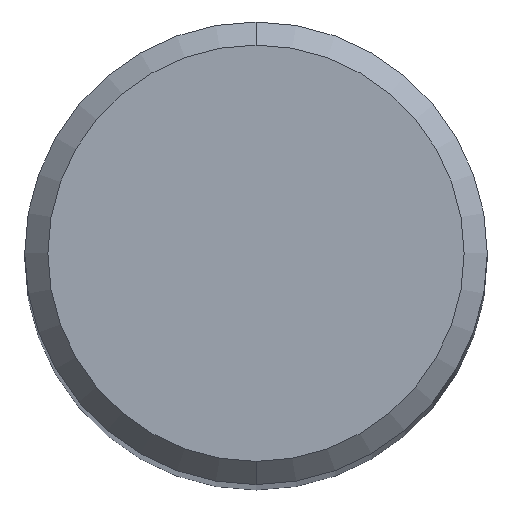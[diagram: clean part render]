
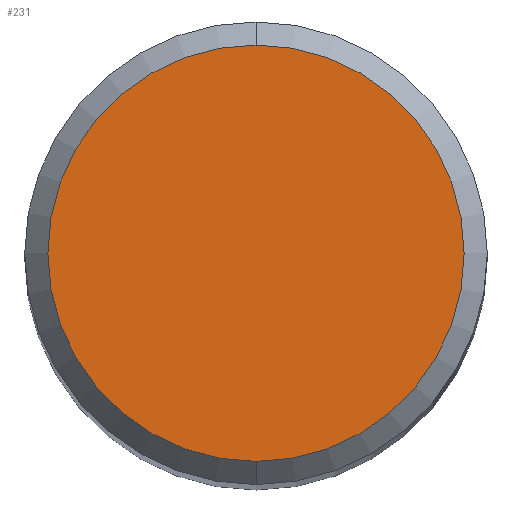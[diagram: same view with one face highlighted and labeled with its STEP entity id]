
A CAD part, top view. The second image highlights one B-rep face of the part: STEP entity #231.
In plain terms, the highlighted planar face has unit normal (0, 0, 1).
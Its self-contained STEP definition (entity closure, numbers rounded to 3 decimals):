
#195=VERTEX_POINT('',#387);
#205=EDGE_CURVE('',#195,#277,#399,.T.);
#231=ADVANCED_FACE('',(#428),#429,.T.);
#249=EDGE_CURVE('',#277,#195,#447,.T.);
#277=VERTEX_POINT('',#482);
#387=CARTESIAN_POINT('',(0.,-4.5,0.0));
#399=CIRCLE('',#623,4.5);
#428=FACE_OUTER_BOUND('',#657,.T.);
#429=PLANE('',#658);
#447=CIRCLE('',#687,4.5);
#482=CARTESIAN_POINT('',(0.0,4.5,0.0));
#623=AXIS2_PLACEMENT_3D('',#866,#867,#868);
#657=EDGE_LOOP('',(#895,#896));
#658=AXIS2_PLACEMENT_3D('',#897,#898,#899);
#687=AXIS2_PLACEMENT_3D('',#910,#911,#912);
#866=CARTESIAN_POINT('',(0.0,0.0,0.0));
#867=DIRECTION('',(0.0,0.0,-1.0));
#868=DIRECTION('',(0.0,1.0,0.0));
#895=ORIENTED_EDGE('',*,*,#249,.F.);
#896=ORIENTED_EDGE('',*,*,#205,.F.);
#897=CARTESIAN_POINT('',(0.0,2.25,0.0));
#898=DIRECTION('',(-0.0,0.0,1.0));
#899=DIRECTION('',(0.0,-1.0,0.0));
#910=CARTESIAN_POINT('',(0.0,0.0,0.0));
#911=DIRECTION('',(0.0,0.0,-1.0));
#912=DIRECTION('',(0.0,1.0,0.0));
